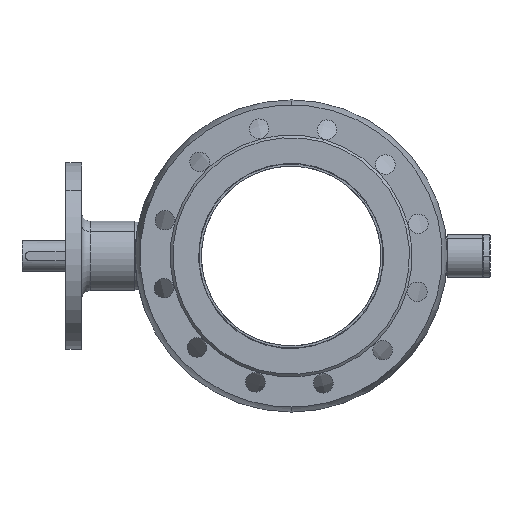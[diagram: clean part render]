
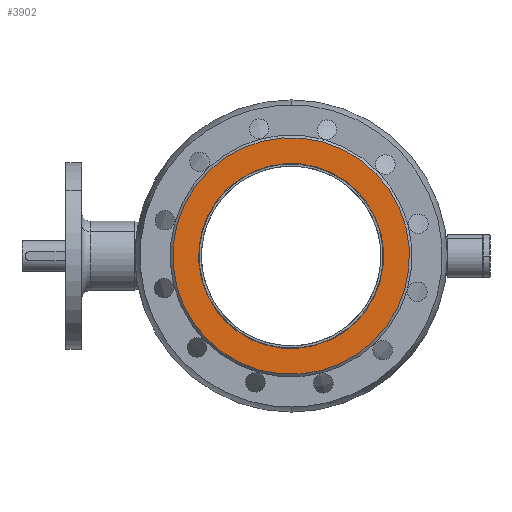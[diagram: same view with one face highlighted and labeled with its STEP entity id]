
A CAD part, left-side view. The second image highlights one B-rep face of the part: STEP entity #3902.
In plain terms, the highlighted face is planar.
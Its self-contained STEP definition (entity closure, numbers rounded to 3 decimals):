
#120 = CIRCLE ( 'NONE', #1473, 133. ) ;
#433 = DIRECTION ( 'NONE',  ( 1., 0., 0. ) ) ;
#438 = DIRECTION ( 'NONE',  ( 1., 0., 0. ) ) ;
#575 = CARTESIAN_POINT ( 'NONE',  ( 0., 0., 26. ) ) ;
#688 = DIRECTION ( 'NONE',  ( 0., 0., 1. ) ) ;
#993 = CARTESIAN_POINT ( 'NONE',  ( 0., 0., 26. ) ) ;
#1077 = VERTEX_POINT ( 'NONE', #5324 ) ;
#1265 = VERTEX_POINT ( 'NONE', #1633 ) ;
#1273 = VERTEX_POINT ( 'NONE', #6791 ) ;
#1337 = CARTESIAN_POINT ( 'NONE',  ( -133., 0., 26. ) ) ;
#1473 = AXIS2_PLACEMENT_3D ( 'NONE', #4746, #2393, #5944 ) ;
#1633 = CARTESIAN_POINT ( 'NONE',  ( 133., 0., 26. ) ) ;
#1638 = DIRECTION ( 'NONE',  ( 0., 0., 1. ) ) ;
#2349 = EDGE_LOOP ( 'NONE', ( #7245, #7018 ) ) ;
#2393 = DIRECTION ( 'NONE',  ( 0., 0., 1. ) ) ;
#2694 = EDGE_CURVE ( 'NONE', #1273, #1077, #3396, .T. ) ;
#3396 = CIRCLE ( 'NONE', #6859, 104. ) ;
#3902 = ADVANCED_FACE ( 'NONE', ( #5131, #6277 ), #5607, .T. ) ;
#4433 = CIRCLE ( 'NONE', #5281, 104. ) ;
#4537 = AXIS2_PLACEMENT_3D ( 'NONE', #575, #688, #7618 ) ;
#4588 = EDGE_LOOP ( 'NONE', ( #5988, #7463 ) ) ;
#4746 = CARTESIAN_POINT ( 'NONE',  ( 0., 0., 26. ) ) ;
#4779 = EDGE_CURVE ( 'NONE', #7402, #1265, #5138, .T. ) ;
#5056 = DIRECTION ( 'NONE',  ( 1., 0., 0. ) ) ;
#5131 = FACE_OUTER_BOUND ( 'NONE', #2349, .T. ) ;
#5138 = CIRCLE ( 'NONE', #4537, 133. ) ;
#5281 = AXIS2_PLACEMENT_3D ( 'NONE', #5544, #5666, #433 ) ;
#5324 = CARTESIAN_POINT ( 'NONE',  ( 104., 0., 26. ) ) ;
#5544 = CARTESIAN_POINT ( 'NONE',  ( 0., 0., 26. ) ) ;
#5591 = EDGE_CURVE ( 'NONE', #1265, #7402, #120, .T. ) ;
#5607 = PLANE ( 'NONE',  #7140 ) ;
#5666 = DIRECTION ( 'NONE',  ( 0., 0., 1. ) ) ;
#5716 = DIRECTION ( 'NONE',  ( 0., 0., 1. ) ) ;
#5944 = DIRECTION ( 'NONE',  ( 1., 0., 0. ) ) ;
#5964 = EDGE_CURVE ( 'NONE', #1077, #1273, #4433, .T. ) ;
#5988 = ORIENTED_EDGE ( 'NONE', *, *, #5964, .F. ) ;
#6181 = CARTESIAN_POINT ( 'NONE',  ( 0., 0., 26. ) ) ;
#6277 = FACE_BOUND ( 'NONE', #4588, .T. ) ;
#6791 = CARTESIAN_POINT ( 'NONE',  ( -104., 0., 26. ) ) ;
#6859 = AXIS2_PLACEMENT_3D ( 'NONE', #6181, #5716, #438 ) ;
#7018 = ORIENTED_EDGE ( 'NONE', *, *, #5591, .T. ) ;
#7140 = AXIS2_PLACEMENT_3D ( 'NONE', #993, #1638, #5056 ) ;
#7245 = ORIENTED_EDGE ( 'NONE', *, *, #4779, .T. ) ;
#7402 = VERTEX_POINT ( 'NONE', #1337 ) ;
#7463 = ORIENTED_EDGE ( 'NONE', *, *, #2694, .F. ) ;
#7618 = DIRECTION ( 'NONE',  ( 1., 0., 0. ) ) ;
